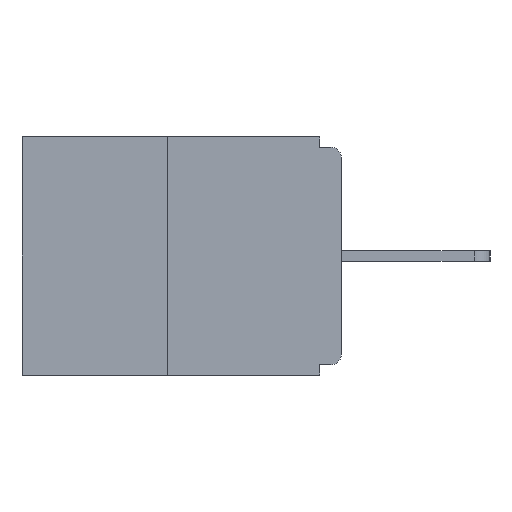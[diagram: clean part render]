
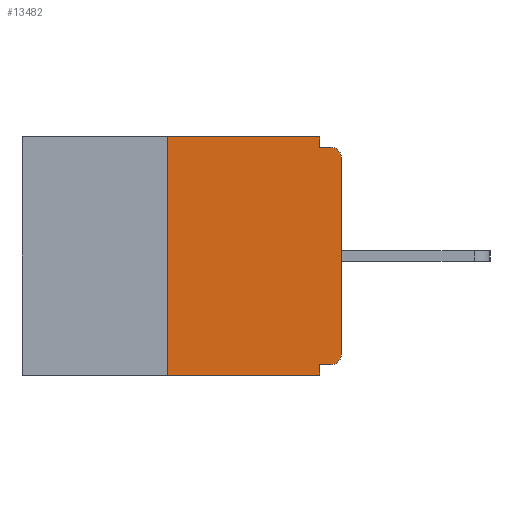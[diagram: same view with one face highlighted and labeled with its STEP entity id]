
A CAD part, left-side view. The second image highlights one B-rep face of the part: STEP entity #13482.
In plain terms, the highlighted planar face has unit normal (-1, 0, 0).
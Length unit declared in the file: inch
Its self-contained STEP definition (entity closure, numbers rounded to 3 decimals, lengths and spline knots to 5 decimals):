
#306 = AXIS2_PLACEMENT_3D ( 'NONE', #16076, #6733, #17573 ) ;
#388 = VECTOR ( 'NONE', #14207, 39.37008 ) ;
#483 = CARTESIAN_POINT ( 'NONE',  ( 0., 0.031, -0.015 ) ) ;
#758 = CARTESIAN_POINT ( 'NONE',  ( 0., 0., -0.328 ) ) ;
#1409 = CARTESIAN_POINT ( 'NONE',  ( 0., 0.031, -0.343 ) ) ;
#1610 = CARTESIAN_POINT ( 'NONE',  ( 0., 0., -0.03 ) ) ;
#1914 = LINE ( 'NONE', #19605, #5700 ) ;
#1915 = CARTESIAN_POINT ( 'NONE',  ( 0., 0., -0.015 ) ) ;
#2190 = VERTEX_POINT ( 'NONE', #5426 ) ;
#2275 = ORIENTED_EDGE ( 'NONE', *, *, #10393, .F. ) ;
#2985 = CARTESIAN_POINT ( 'NONE',  ( 0., 0., 0. ) ) ;
#3079 = CARTESIAN_POINT ( 'NONE',  ( 0., 0.031, -0.328 ) ) ;
#3229 = DIRECTION ( 'NONE',  ( 0., 0., 1. ) ) ;
#3507 = CARTESIAN_POINT ( 'NONE',  ( 0., 0., -0.313 ) ) ;
#3553 = CARTESIAN_POINT ( 'NONE',  ( 0., 0.031, 0. ) ) ;
#3558 = AXIS2_PLACEMENT_3D ( 'NONE', #5988, #16870, #7594 ) ;
#3639 = EDGE_CURVE ( 'NONE', #10711, #14856, #19036, .T. ) ;
#3948 = DIRECTION ( 'NONE',  ( 0., 1., 0. ) ) ;
#4164 = VECTOR ( 'NONE', #6832, 39.37008 ) ;
#4634 = LINE ( 'NONE', #13278, #388 ) ;
#4780 = EDGE_CURVE ( 'NONE', #2190, #9455, #1914, .T. ) ;
#5074 = LINE ( 'NONE', #758, #17024 ) ;
#5145 = EDGE_CURVE ( 'NONE', #9455, #7934, #4634, .T. ) ;
#5426 = CARTESIAN_POINT ( 'NONE',  ( 0., 0.25, -0.343 ) ) ;
#5472 = VECTOR ( 'NONE', #8149, 39.37008 ) ;
#5474 = EDGE_CURVE ( 'NONE', #14856, #10466, #7641, .T. ) ;
#5700 = VECTOR ( 'NONE', #18787, 39.37008 ) ;
#5988 = CARTESIAN_POINT ( 'NONE',  ( 0., 0.015, -0.03 ) ) ;
#6101 = VERTEX_POINT ( 'NONE', #483 ) ;
#6246 = DIRECTION ( 'NONE',  ( 0., 0., -1. ) ) ;
#6733 = DIRECTION ( 'NONE',  ( 1., 0., 0. ) ) ;
#6832 = DIRECTION ( 'NONE',  ( 0., -1., 0. ) ) ;
#7051 = ORIENTED_EDGE ( 'NONE', *, *, #3639, .T. ) ;
#7399 = FACE_OUTER_BOUND ( 'NONE', #8599, .T. ) ;
#7425 = VERTEX_POINT ( 'NONE', #17112 ) ;
#7594 = DIRECTION ( 'NONE',  ( 0., 0., -1. ) ) ;
#7641 = LINE ( 'NONE', #2985, #19460 ) ;
#7934 = VERTEX_POINT ( 'NONE', #15366 ) ;
#8057 = ORIENTED_EDGE ( 'NONE', *, *, #17143, .F. ) ;
#8149 = DIRECTION ( 'NONE',  ( 0., -1., 0. ) ) ;
#8218 = VECTOR ( 'NONE', #8366, 39.37008 ) ;
#8366 = DIRECTION ( 'NONE',  ( 0., 0., -1. ) ) ;
#8442 = EDGE_CURVE ( 'NONE', #10711, #13356, #5074, .T. ) ;
#8463 = LINE ( 'NONE', #1915, #4164 ) ;
#8598 = EDGE_CURVE ( 'NONE', #10466, #12210, #10570, .T. ) ;
#8599 = EDGE_LOOP ( 'NONE', ( #17458, #9792, #14443, #2275, #14929, #7051, #15385, #19368, #15843, #8057 ) ) ;
#8693 = CARTESIAN_POINT ( 'NONE',  ( 0., 0.015, -0.328 ) ) ;
#9455 = VERTEX_POINT ( 'NONE', #10199 ) ;
#9706 = LINE ( 'NONE', #11310, #5472 ) ;
#9792 = ORIENTED_EDGE ( 'NONE', *, *, #4780, .F. ) ;
#10199 = CARTESIAN_POINT ( 'NONE',  ( 0., 0.25, 0. ) ) ;
#10393 = EDGE_CURVE ( 'NONE', #13356, #7425, #10497, .T. ) ;
#10466 = VERTEX_POINT ( 'NONE', #1610 ) ;
#10497 = LINE ( 'NONE', #1409, #18127 ) ;
#10570 = CIRCLE ( 'NONE', #3558, 0.015 ) ;
#10711 = VERTEX_POINT ( 'NONE', #8693 ) ;
#11310 = CARTESIAN_POINT ( 'NONE',  ( 0., 0.46, -0.343 ) ) ;
#11915 = LINE ( 'NONE', #3553, #8218 ) ;
#12210 = VERTEX_POINT ( 'NONE', #19072 ) ;
#12779 = AXIS2_PLACEMENT_3D ( 'NONE', #15972, #19471, #15035 ) ;
#13033 = PLANE ( 'NONE',  #306 ) ;
#13278 = CARTESIAN_POINT ( 'NONE',  ( 0., 0.46, 0. ) ) ;
#13356 = VERTEX_POINT ( 'NONE', #3079 ) ;
#13482 = ADVANCED_FACE ( 'NONE', ( #7399 ), #13033, .F. ) ;
#14207 = DIRECTION ( 'NONE',  ( 0., -1., 0. ) ) ;
#14443 = ORIENTED_EDGE ( 'NONE', *, *, #17055, .T. ) ;
#14856 = VERTEX_POINT ( 'NONE', #3507 ) ;
#14929 = ORIENTED_EDGE ( 'NONE', *, *, #8442, .F. ) ;
#15035 = DIRECTION ( 'NONE',  ( 0., 0., -1. ) ) ;
#15366 = CARTESIAN_POINT ( 'NONE',  ( 0., 0.031, 0. ) ) ;
#15385 = ORIENTED_EDGE ( 'NONE', *, *, #5474, .T. ) ;
#15843 = ORIENTED_EDGE ( 'NONE', *, *, #16689, .F. ) ;
#15972 = CARTESIAN_POINT ( 'NONE',  ( 0., 0.015, -0.313 ) ) ;
#16076 = CARTESIAN_POINT ( 'NONE',  ( 0., 0.46, 0. ) ) ;
#16689 = EDGE_CURVE ( 'NONE', #6101, #12210, #8463, .T. ) ;
#16870 = DIRECTION ( 'NONE',  ( -1., 0., 0. ) ) ;
#17024 = VECTOR ( 'NONE', #3948, 39.37008 ) ;
#17055 = EDGE_CURVE ( 'NONE', #2190, #7425, #9706, .T. ) ;
#17112 = CARTESIAN_POINT ( 'NONE',  ( 0., 0.031, -0.343 ) ) ;
#17143 = EDGE_CURVE ( 'NONE', #7934, #6101, #11915, .T. ) ;
#17458 = ORIENTED_EDGE ( 'NONE', *, *, #5145, .F. ) ;
#17573 = DIRECTION ( 'NONE',  ( 0., 0., -1. ) ) ;
#18127 = VECTOR ( 'NONE', #6246, 39.37008 ) ;
#18787 = DIRECTION ( 'NONE',  ( 0., 0., 1. ) ) ;
#19036 = CIRCLE ( 'NONE', #12779, 0.015 ) ;
#19072 = CARTESIAN_POINT ( 'NONE',  ( 0., 0.015, -0.015 ) ) ;
#19368 = ORIENTED_EDGE ( 'NONE', *, *, #8598, .T. ) ;
#19460 = VECTOR ( 'NONE', #3229, 39.37008 ) ;
#19471 = DIRECTION ( 'NONE',  ( -1., 0., 0. ) ) ;
#19605 = CARTESIAN_POINT ( 'NONE',  ( 0., 0.25, 0. ) ) ;
